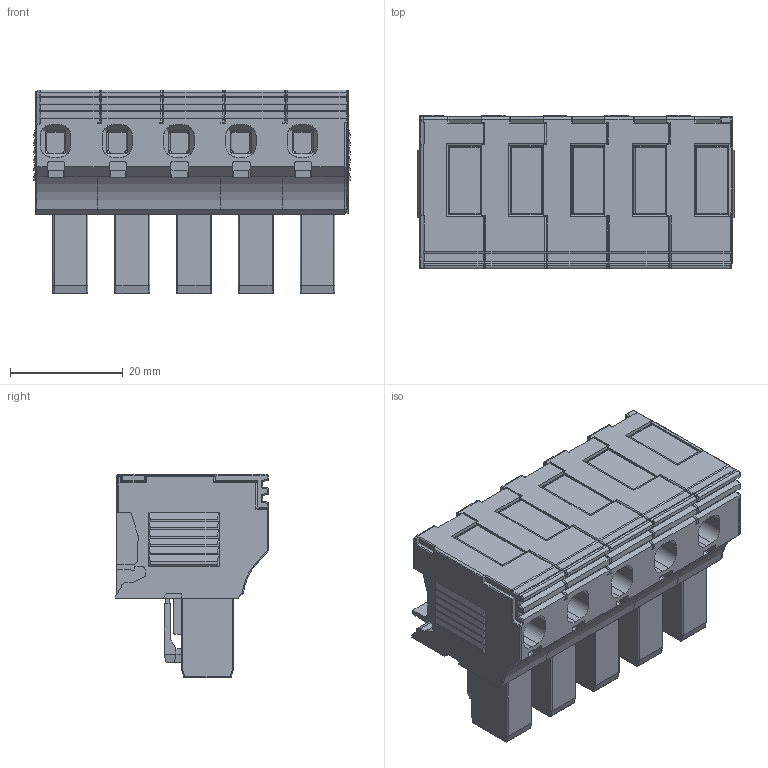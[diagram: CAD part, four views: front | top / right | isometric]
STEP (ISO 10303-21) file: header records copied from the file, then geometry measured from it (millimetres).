
FILE_DESCRIPTION(('CATIA V5 STEP Exchange','CAx-IF Rec.Pracs.--- Model Styling and Organization---1.4--- 2014-01-23'),'2;1');
FILE_NAME ('007054-4_4_1131730000_1131730000.stp','2019-07-03T12:08:14+00:00',('none'),('Weidmueller'),'CATIA Version 5-6 Release 2016 SP3 HF44','CATIA V5 STEP AP214','none');
FILE_SCHEMA(('AUTOMOTIVE_DESIGN { 1 0 10303 214 1 1 1 1 }'));
Length unit declared in the file: millimetre
Products named in the file (1): 1131730000
Bounding box: 56.15 x 27.3 x 36.15 mm (x, y, z)
Volume: 31148.9 mm3; surface area: 12852.7 mm2
Topology: 1 solids, 1 shells, 1369 faces, 3772 edges, 2386 vertices
Faces by surface type: plane 840, cylinder 462, sphere 26, bspline 21, torus 18, cone 2
Entity records: 44528 total; most frequent: CARTESIAN_POINT 10470, ORIENTED_EDGE 7492, DIRECTION 5557, EDGE_CURVE 3746, VECTOR 2764, LINE 2764, VERTEX_POINT 2386, AXIS2_PLACEMENT_3D 1613
